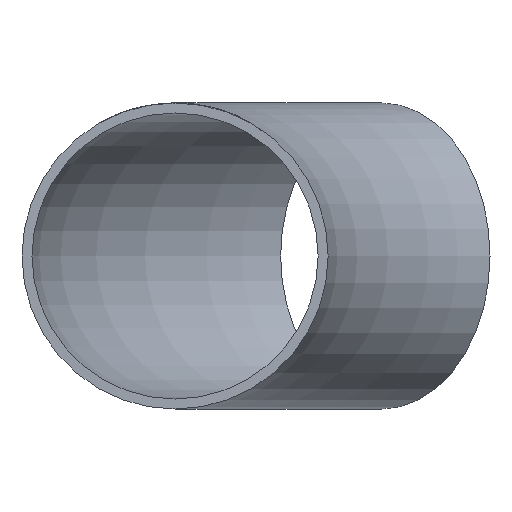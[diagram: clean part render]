
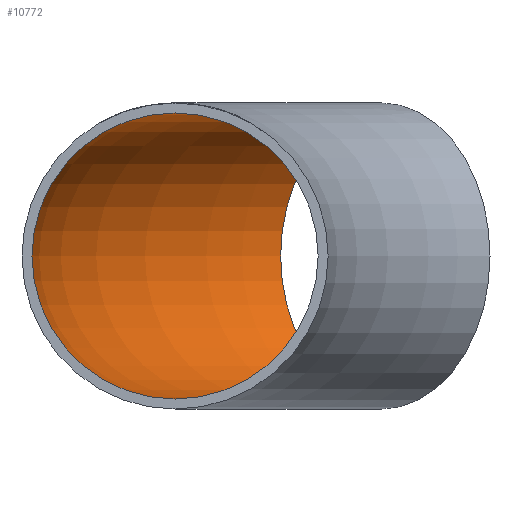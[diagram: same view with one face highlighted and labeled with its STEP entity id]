
A CAD part, front view. The second image highlights one B-rep face of the part: STEP entity #10772.
In plain terms, the highlighted toroidal (fillet/blend) face has major radius 205 mm and minor radius 41.55 mm.
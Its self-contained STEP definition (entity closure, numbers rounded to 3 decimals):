
#857 = CARTESIAN_POINT ( 'NONE',  ( -144.957, 144.957, 0. ) ) ;
#902 = CARTESIAN_POINT ( 'NONE',  ( -205., 0., 0. ) ) ;
#2836 = EDGE_LOOP ( 'NONE', ( #13168 ) ) ;
#3258 = CARTESIAN_POINT ( 'NONE',  ( -205., 0., 41.55 ) ) ;
#5103 = DIRECTION ( 'NONE',  ( 0., 0., -1. ) ) ;
#5612 = AXIS2_PLACEMENT_3D ( 'NONE', #7216, #5103, #13682 ) ;
#7216 = CARTESIAN_POINT ( 'NONE',  ( 0., 0., 0. ) ) ;
#7876 = TOROIDAL_SURFACE ( 'NONE', #5612, 205., 41.55 ) ;
#8298 = CIRCLE ( 'NONE', #20899, 41.55 ) ;
#8654 = EDGE_CURVE ( 'NONE', #26747, #26747, #16797, .T. ) ;
#10223 = EDGE_CURVE ( 'NONE', #13646, #13646, #8298, .T. ) ;
#10772 = ADVANCED_FACE ( 'NONE', ( #22297, #11297 ), #7876, .F. ) ;
#11191 = ORIENTED_EDGE ( 'NONE', *, *, #8654, .F. ) ;
#11198 = EDGE_LOOP ( 'NONE', ( #11191 ) ) ;
#11297 = FACE_OUTER_BOUND ( 'NONE', #11198, .T. ) ;
#13168 = ORIENTED_EDGE ( 'NONE', *, *, #10223, .T. ) ;
#13646 = VERTEX_POINT ( 'NONE', #24359 ) ;
#13682 = DIRECTION ( 'NONE',  ( -1., 0., 0. ) ) ;
#13931 = DIRECTION ( 'NONE',  ( -0.707, 0.707, 0. ) ) ;
#15809 = DIRECTION ( 'NONE',  ( 0., 1., 0. ) ) ;
#16364 = AXIS2_PLACEMENT_3D ( 'NONE', #902, #15809, #24399 ) ;
#16797 = CIRCLE ( 'NONE', #16364, 41.55 ) ;
#20899 = AXIS2_PLACEMENT_3D ( 'NONE', #857, #22403, #13931 ) ;
#22297 = FACE_OUTER_BOUND ( 'NONE', #2836, .T. ) ;
#22403 = DIRECTION ( 'NONE',  ( 0.707, 0.707, 0. ) ) ;
#24359 = CARTESIAN_POINT ( 'NONE',  ( -174.337, 174.337, 0. ) ) ;
#24399 = DIRECTION ( 'NONE',  ( 0., 0., 1. ) ) ;
#26747 = VERTEX_POINT ( 'NONE', #3258 ) ;
